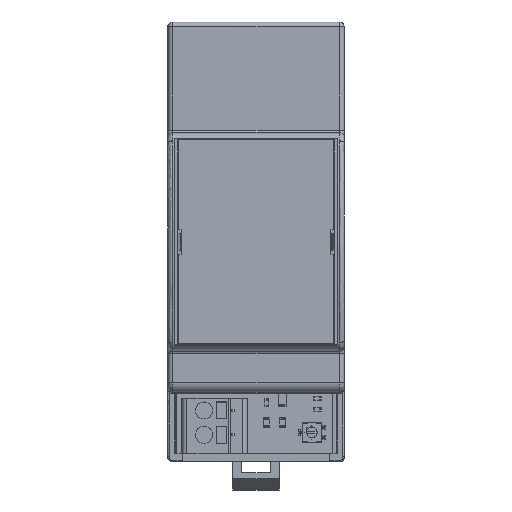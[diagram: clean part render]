
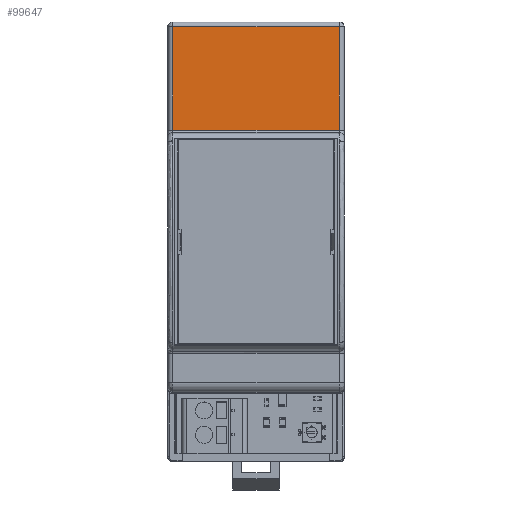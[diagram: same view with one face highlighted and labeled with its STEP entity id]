
A CAD part, top view. The second image highlights one B-rep face of the part: STEP entity #99647.
In plain terms, the highlighted free-form (B-spline) face has degree [1, 1] with [2, 2] control points.
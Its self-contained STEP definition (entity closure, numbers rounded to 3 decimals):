
#99306 = VERTEX_POINT('',#99307);
#99307 = CARTESIAN_POINT('',(17.157,48.3,-23.));
#99321 = ( BOUNDED_SURFACE() B_SPLINE_SURFACE(2,1,(
    (#99322,#99323)
    ,(#99324,#99325)
    ,(#99326,#99327
)),.UNSPECIFIED.,.F.,.F.,.F.) B_SPLINE_SURFACE_WITH_KNOTS((3,3),(2,2),(
    0.,1.571),(-17.157,17.157),.PIECEWISE_BEZIER_KNOTS.) 
GEOMETRIC_REPRESENTATION_ITEM() RATIONAL_B_SPLINE_SURFACE((
    (1.,1.)
    ,(0.707,0.707)
,(1.,1.))) REPRESENTATION_ITEM('') SURFACE() );
#99322 = CARTESIAN_POINT('',(-17.157,48.8,-22.5));
#99323 = CARTESIAN_POINT('',(17.157,48.8,-22.5));
#99324 = CARTESIAN_POINT('',(-17.157,48.3,-22.5));
#99325 = CARTESIAN_POINT('',(17.157,48.3,-22.5));
#99326 = CARTESIAN_POINT('',(-17.157,48.3,-23.));
#99327 = CARTESIAN_POINT('',(17.157,48.3,-23.));
#99408 = ( BOUNDED_SURFACE() B_SPLINE_SURFACE(2,1,(
    (#99409,#99410)
    ,(#99411,#99412)
    ,(#99413,#99414
)),.UNSPECIFIED.,.F.,.F.,.F.) B_SPLINE_SURFACE_WITH_KNOTS((3,3),(2,2),(
    4.712,6.283),(-10.629,10.629),
.PIECEWISE_BEZIER_KNOTS.) GEOMETRIC_REPRESENTATION_ITEM() 
RATIONAL_B_SPLINE_SURFACE((
    (1.,1.)
    ,(0.707,0.707)
,(1.,1.))) REPRESENTATION_ITEM('') SURFACE() );
#99409 = CARTESIAN_POINT('',(18.157,47.3,-44.257));
#99410 = CARTESIAN_POINT('',(18.157,47.3,-23.));
#99411 = CARTESIAN_POINT('',(18.157,48.3,-44.257));
#99412 = CARTESIAN_POINT('',(18.157,48.3,-23.));
#99413 = CARTESIAN_POINT('',(17.157,48.3,-44.257));
#99414 = CARTESIAN_POINT('',(17.157,48.3,-23.));
#99425 = EDGE_CURVE('',#99306,#99426,#99428,.T.);
#99426 = VERTEX_POINT('',#99427);
#99427 = CARTESIAN_POINT('',(17.157,48.3,-44.257));
#99428 = SURFACE_CURVE('',#99429,(#99432,#99439),.PCURVE_S1.);
#99429 = B_SPLINE_CURVE_WITH_KNOTS('',1,(#99430,#99431),.UNSPECIFIED.,
  .F.,.F.,(2,2),(0.,21.257),.PIECEWISE_BEZIER_KNOTS.);
#99430 = CARTESIAN_POINT('',(17.157,48.3,-23.));
#99431 = CARTESIAN_POINT('',(17.157,48.3,-44.257));
#99432 = PCURVE('',#99408,#99433);
#99433 = DEFINITIONAL_REPRESENTATION('',(#99434),#99438);
#99434 = B_SPLINE_CURVE_WITH_KNOTS('',2,(#99435,#99436,#99437),
  .UNSPECIFIED.,.F.,.F.,(3,3),(0.,21.257),.PIECEWISE_BEZIER_KNOTS.);
#99435 = CARTESIAN_POINT('',(6.283,10.629));
#99436 = CARTESIAN_POINT('',(6.283,0.));
#99437 = CARTESIAN_POINT('',(6.283,-10.629));
#99438 = ( GEOMETRIC_REPRESENTATION_CONTEXT(2) 
PARAMETRIC_REPRESENTATION_CONTEXT() REPRESENTATION_CONTEXT('2D SPACE',''
  ) );
#99439 = PCURVE('',#99440,#99445);
#99440 = B_SPLINE_SURFACE_WITH_KNOTS('',1,1,(
    (#99441,#99442)
    ,(#99443,#99444
    )),.UNSPECIFIED.,.F.,.F.,.F.,(2,2),(2,2),(-17.157,17.157),(-10.629,
    10.629),.PIECEWISE_BEZIER_KNOTS.);
#99441 = CARTESIAN_POINT('',(-17.157,48.3,-23.));
#99442 = CARTESIAN_POINT('',(-17.157,48.3,-44.257));
#99443 = CARTESIAN_POINT('',(17.157,48.3,-23.));
#99444 = CARTESIAN_POINT('',(17.157,48.3,-44.257));
#99445 = DEFINITIONAL_REPRESENTATION('',(#99446),#99449);
#99446 = B_SPLINE_CURVE_WITH_KNOTS('',1,(#99447,#99448),.UNSPECIFIED.,
  .F.,.F.,(2,2),(0.,21.257),.PIECEWISE_BEZIER_KNOTS.);
#99447 = CARTESIAN_POINT('',(17.157,-10.629));
#99448 = CARTESIAN_POINT('',(17.157,10.629));
#99449 = ( GEOMETRIC_REPRESENTATION_CONTEXT(2) 
PARAMETRIC_REPRESENTATION_CONTEXT() REPRESENTATION_CONTEXT('2D SPACE',''
  ) );
#99552 = ( BOUNDED_SURFACE() B_SPLINE_SURFACE(2,1,(
    (#99553,#99554)
    ,(#99555,#99556)
    ,(#99557,#99558
)),.UNSPECIFIED.,.F.,.F.,.F.) B_SPLINE_SURFACE_WITH_KNOTS((3,3),(2,2),(
    4.712,6.283),(-17.157,17.157),
.PIECEWISE_BEZIER_KNOTS.) GEOMETRIC_REPRESENTATION_ITEM() 
RATIONAL_B_SPLINE_SURFACE((
    (1.,1.)
    ,(0.707,0.707)
,(1.,1.))) REPRESENTATION_ITEM('') SURFACE() );
#99553 = CARTESIAN_POINT('',(-17.157,47.3,-45.257));
#99554 = CARTESIAN_POINT('',(17.157,47.3,-45.257));
#99555 = CARTESIAN_POINT('',(-17.157,48.3,-45.257));
#99556 = CARTESIAN_POINT('',(17.157,48.3,-45.257));
#99557 = CARTESIAN_POINT('',(-17.157,48.3,-44.257));
#99558 = CARTESIAN_POINT('',(17.157,48.3,-44.257));
#99596 = VERTEX_POINT('',#99597);
#99597 = CARTESIAN_POINT('',(-17.157,48.3,-44.257));
#99628 = EDGE_CURVE('',#99426,#99596,#99629,.T.);
#99629 = SURFACE_CURVE('',#99630,(#99633,#99640),.PCURVE_S1.);
#99630 = B_SPLINE_CURVE_WITH_KNOTS('',1,(#99631,#99632),.UNSPECIFIED.,
  .F.,.F.,(2,2),(0.,34.314),.PIECEWISE_BEZIER_KNOTS.);
#99631 = CARTESIAN_POINT('',(17.157,48.3,-44.257));
#99632 = CARTESIAN_POINT('',(-17.157,48.3,-44.257));
#99633 = PCURVE('',#99552,#99634);
#99634 = DEFINITIONAL_REPRESENTATION('',(#99635),#99639);
#99635 = B_SPLINE_CURVE_WITH_KNOTS('',2,(#99636,#99637,#99638),
  .UNSPECIFIED.,.F.,.F.,(3,3),(0.,34.314),.PIECEWISE_BEZIER_KNOTS.);
#99636 = CARTESIAN_POINT('',(6.283,17.157));
#99637 = CARTESIAN_POINT('',(6.283,0.));
#99638 = CARTESIAN_POINT('',(6.283,-17.157));
#99639 = ( GEOMETRIC_REPRESENTATION_CONTEXT(2) 
PARAMETRIC_REPRESENTATION_CONTEXT() REPRESENTATION_CONTEXT('2D SPACE',''
  ) );
#99640 = PCURVE('',#99440,#99641);
#99641 = DEFINITIONAL_REPRESENTATION('',(#99642),#99645);
#99642 = B_SPLINE_CURVE_WITH_KNOTS('',1,(#99643,#99644),.UNSPECIFIED.,
  .F.,.F.,(2,2),(0.,34.314),.PIECEWISE_BEZIER_KNOTS.);
#99643 = CARTESIAN_POINT('',(17.157,10.629));
#99644 = CARTESIAN_POINT('',(-17.157,10.629));
#99645 = ( GEOMETRIC_REPRESENTATION_CONTEXT(2) 
PARAMETRIC_REPRESENTATION_CONTEXT() REPRESENTATION_CONTEXT('2D SPACE',''
  ) );
#99647 = ADVANCED_FACE('',(#99648),#99440,.T.);
#99648 = FACE_BOUND('',#99649,.T.);
#99649 = EDGE_LOOP('',(#99650,#99678,#99697,#99698));
#99650 = ORIENTED_EDGE('',*,*,#99651,.F.);
#99651 = EDGE_CURVE('',#99652,#99596,#99654,.T.);
#99652 = VERTEX_POINT('',#99653);
#99653 = CARTESIAN_POINT('',(-17.157,48.3,-23.));
#99654 = SURFACE_CURVE('',#99655,(#99658,#99664),.PCURVE_S1.);
#99655 = B_SPLINE_CURVE_WITH_KNOTS('',1,(#99656,#99657),.UNSPECIFIED.,
  .F.,.F.,(2,2),(0.,21.257),.PIECEWISE_BEZIER_KNOTS.);
#99656 = CARTESIAN_POINT('',(-17.157,48.3,-23.));
#99657 = CARTESIAN_POINT('',(-17.157,48.3,-44.257));
#99658 = PCURVE('',#99440,#99659);
#99659 = DEFINITIONAL_REPRESENTATION('',(#99660),#99663);
#99660 = B_SPLINE_CURVE_WITH_KNOTS('',1,(#99661,#99662),.UNSPECIFIED.,
  .F.,.F.,(2,2),(0.,21.257),.PIECEWISE_BEZIER_KNOTS.);
#99661 = CARTESIAN_POINT('',(-17.157,-10.629));
#99662 = CARTESIAN_POINT('',(-17.157,10.629));
#99663 = ( GEOMETRIC_REPRESENTATION_CONTEXT(2) 
PARAMETRIC_REPRESENTATION_CONTEXT() REPRESENTATION_CONTEXT('2D SPACE',''
  ) );
#99664 = PCURVE('',#99665,#99672);
#99665 = ( BOUNDED_SURFACE() B_SPLINE_SURFACE(2,1,(
    (#99666,#99667)
    ,(#99668,#99669)
    ,(#99670,#99671
)),.UNSPECIFIED.,.F.,.F.,.F.) B_SPLINE_SURFACE_WITH_KNOTS((3,3),(2,2),(
    4.712,6.283),(-10.629,10.629),
.PIECEWISE_BEZIER_KNOTS.) GEOMETRIC_REPRESENTATION_ITEM() 
RATIONAL_B_SPLINE_SURFACE((
    (1.,1.)
    ,(0.707,0.707)
,(1.,1.))) REPRESENTATION_ITEM('') SURFACE() );
#99666 = CARTESIAN_POINT('',(-18.157,47.3,-23.));
#99667 = CARTESIAN_POINT('',(-18.157,47.3,-44.257));
#99668 = CARTESIAN_POINT('',(-18.157,48.3,-23.));
#99669 = CARTESIAN_POINT('',(-18.157,48.3,-44.257));
#99670 = CARTESIAN_POINT('',(-17.157,48.3,-23.));
#99671 = CARTESIAN_POINT('',(-17.157,48.3,-44.257));
#99672 = DEFINITIONAL_REPRESENTATION('',(#99673),#99677);
#99673 = B_SPLINE_CURVE_WITH_KNOTS('',2,(#99674,#99675,#99676),
  .UNSPECIFIED.,.F.,.F.,(3,3),(0.,21.257),.PIECEWISE_BEZIER_KNOTS.);
#99674 = CARTESIAN_POINT('',(6.283,-10.629));
#99675 = CARTESIAN_POINT('',(6.283,0.));
#99676 = CARTESIAN_POINT('',(6.283,10.629));
#99677 = ( GEOMETRIC_REPRESENTATION_CONTEXT(2) 
PARAMETRIC_REPRESENTATION_CONTEXT() REPRESENTATION_CONTEXT('2D SPACE',''
  ) );
#99678 = ORIENTED_EDGE('',*,*,#99679,.F.);
#99679 = EDGE_CURVE('',#99306,#99652,#99680,.T.);
#99680 = SURFACE_CURVE('',#99681,(#99684,#99690),.PCURVE_S1.);
#99681 = B_SPLINE_CURVE_WITH_KNOTS('',1,(#99682,#99683),.UNSPECIFIED.,
  .F.,.F.,(2,2),(0.,34.314),.PIECEWISE_BEZIER_KNOTS.);
#99682 = CARTESIAN_POINT('',(17.157,48.3,-23.));
#99683 = CARTESIAN_POINT('',(-17.157,48.3,-23.));
#99684 = PCURVE('',#99440,#99685);
#99685 = DEFINITIONAL_REPRESENTATION('',(#99686),#99689);
#99686 = B_SPLINE_CURVE_WITH_KNOTS('',1,(#99687,#99688),.UNSPECIFIED.,
  .F.,.F.,(2,2),(0.,34.314),.PIECEWISE_BEZIER_KNOTS.);
#99687 = CARTESIAN_POINT('',(17.157,-10.629));
#99688 = CARTESIAN_POINT('',(-17.157,-10.629));
#99689 = ( GEOMETRIC_REPRESENTATION_CONTEXT(2) 
PARAMETRIC_REPRESENTATION_CONTEXT() REPRESENTATION_CONTEXT('2D SPACE',''
  ) );
#99690 = PCURVE('',#99321,#99691);
#99691 = DEFINITIONAL_REPRESENTATION('',(#99692),#99696);
#99692 = B_SPLINE_CURVE_WITH_KNOTS('',2,(#99693,#99694,#99695),
  .UNSPECIFIED.,.F.,.F.,(3,3),(0.,34.314),.PIECEWISE_BEZIER_KNOTS.);
#99693 = CARTESIAN_POINT('',(1.571,17.157));
#99694 = CARTESIAN_POINT('',(1.571,0.));
#99695 = CARTESIAN_POINT('',(1.571,-17.157));
#99696 = ( GEOMETRIC_REPRESENTATION_CONTEXT(2) 
PARAMETRIC_REPRESENTATION_CONTEXT() REPRESENTATION_CONTEXT('2D SPACE',''
  ) );
#99697 = ORIENTED_EDGE('',*,*,#99425,.T.);
#99698 = ORIENTED_EDGE('',*,*,#99628,.T.);
